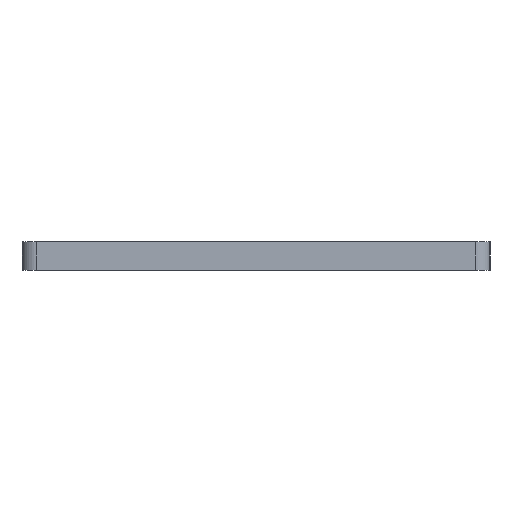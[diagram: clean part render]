
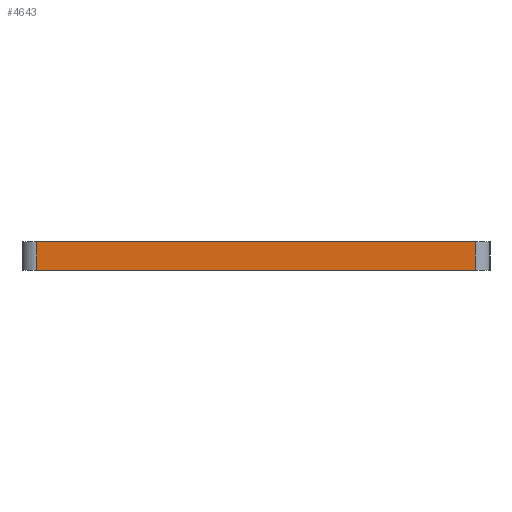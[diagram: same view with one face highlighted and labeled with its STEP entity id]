
A CAD part, left-side view. The second image highlights one B-rep face of the part: STEP entity #4643.
In plain terms, the highlighted planar face has unit normal (-1, 0, 0).
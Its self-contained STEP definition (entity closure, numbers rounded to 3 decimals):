
#73 = PLANE('',#74);
#74 = AXIS2_PLACEMENT_3D('',#75,#76,#77);
#75 = CARTESIAN_POINT('',(209.55,20.32,-2.5));
#76 = DIRECTION('',(0.,0.,1.));
#77 = DIRECTION('',(1.,0.,-0.));
#132 = PLANE('',#133);
#133 = AXIS2_PLACEMENT_3D('',#134,#135,#136);
#134 = CARTESIAN_POINT('',(209.55,20.32,0.));
#135 = DIRECTION('',(0.,0.,1.));
#136 = DIRECTION('',(1.,0.,-0.));
#169 = CYLINDRICAL_SURFACE('',#170,1.27);
#170 = AXIS2_PLACEMENT_3D('',#171,#172,#173);
#171 = CARTESIAN_POINT('',(1.27,39.37,0.));
#172 = DIRECTION('',(-0.,0.,1.));
#173 = DIRECTION('',(1.,0.,-0.));
#306 = VERTEX_POINT('',#307);
#307 = CARTESIAN_POINT('',(0.,39.37,0.));
#333 = EDGE_CURVE('',#334,#306,#336,.T.);
#334 = VERTEX_POINT('',#335);
#335 = CARTESIAN_POINT('',(0.,1.27,0.));
#336 = SURFACE_CURVE('',#337,(#341,#348),.PCURVE_S1.);
#337 = LINE('',#338,#339);
#338 = CARTESIAN_POINT('',(0.,1.27,0.));
#339 = VECTOR('',#340,1.);
#340 = DIRECTION('',(0.,1.,0.));
#341 = PCURVE('',#132,#342);
#342 = DEFINITIONAL_REPRESENTATION('',(#343),#347);
#343 = LINE('',#344,#345);
#344 = CARTESIAN_POINT('',(-209.55,-19.05));
#345 = VECTOR('',#346,1.);
#346 = DIRECTION('',(0.,1.));
#347 = ( GEOMETRIC_REPRESENTATION_CONTEXT(2) 
PARAMETRIC_REPRESENTATION_CONTEXT() REPRESENTATION_CONTEXT('2D SPACE',''
  ) );
#348 = PCURVE('',#349,#354);
#349 = PLANE('',#350);
#350 = AXIS2_PLACEMENT_3D('',#351,#352,#353);
#351 = CARTESIAN_POINT('',(0.,1.27,0.));
#352 = DIRECTION('',(1.,-0.,0.));
#353 = DIRECTION('',(0.,1.,0.));
#354 = DEFINITIONAL_REPRESENTATION('',(#355),#359);
#355 = LINE('',#356,#357);
#356 = CARTESIAN_POINT('',(0.,0.));
#357 = VECTOR('',#358,1.);
#358 = DIRECTION('',(1.,0.));
#359 = ( GEOMETRIC_REPRESENTATION_CONTEXT(2) 
PARAMETRIC_REPRESENTATION_CONTEXT() REPRESENTATION_CONTEXT('2D SPACE',''
  ) );
#382 = CYLINDRICAL_SURFACE('',#383,1.27);
#383 = AXIS2_PLACEMENT_3D('',#384,#385,#386);
#384 = CARTESIAN_POINT('',(1.27,1.27,0.));
#385 = DIRECTION('',(-0.,0.,1.));
#386 = DIRECTION('',(1.,0.,-0.));
#2619 = VERTEX_POINT('',#2620);
#2620 = CARTESIAN_POINT('',(0.,39.37,-2.5));
#2646 = EDGE_CURVE('',#2647,#2619,#2649,.T.);
#2647 = VERTEX_POINT('',#2648);
#2648 = CARTESIAN_POINT('',(0.,1.27,-2.5));
#2649 = SURFACE_CURVE('',#2650,(#2654,#2661),.PCURVE_S1.);
#2650 = LINE('',#2651,#2652);
#2651 = CARTESIAN_POINT('',(0.,1.27,-2.5));
#2652 = VECTOR('',#2653,1.);
#2653 = DIRECTION('',(0.,1.,0.));
#2654 = PCURVE('',#73,#2655);
#2655 = DEFINITIONAL_REPRESENTATION('',(#2656),#2660);
#2656 = LINE('',#2657,#2658);
#2657 = CARTESIAN_POINT('',(-209.55,-19.05));
#2658 = VECTOR('',#2659,1.);
#2659 = DIRECTION('',(0.,1.));
#2660 = ( GEOMETRIC_REPRESENTATION_CONTEXT(2) 
PARAMETRIC_REPRESENTATION_CONTEXT() REPRESENTATION_CONTEXT('2D SPACE',''
  ) );
#2661 = PCURVE('',#349,#2662);
#2662 = DEFINITIONAL_REPRESENTATION('',(#2663),#2667);
#2663 = LINE('',#2664,#2665);
#2664 = CARTESIAN_POINT('',(0.,-2.5));
#2665 = VECTOR('',#2666,1.);
#2666 = DIRECTION('',(1.,0.));
#2667 = ( GEOMETRIC_REPRESENTATION_CONTEXT(2) 
PARAMETRIC_REPRESENTATION_CONTEXT() REPRESENTATION_CONTEXT('2D SPACE',''
  ) );
#4593 = EDGE_CURVE('',#306,#2619,#4594,.T.);
#4594 = SURFACE_CURVE('',#4595,(#4599,#4606),.PCURVE_S1.);
#4595 = LINE('',#4596,#4597);
#4596 = CARTESIAN_POINT('',(0.,39.37,0.));
#4597 = VECTOR('',#4598,1.);
#4598 = DIRECTION('',(0.,0.,-1.));
#4599 = PCURVE('',#169,#4600);
#4600 = DEFINITIONAL_REPRESENTATION('',(#4601),#4605);
#4601 = LINE('',#4602,#4603);
#4602 = CARTESIAN_POINT('',(-3.142,0.));
#4603 = VECTOR('',#4604,1.);
#4604 = DIRECTION('',(-0.,-1.));
#4605 = ( GEOMETRIC_REPRESENTATION_CONTEXT(2) 
PARAMETRIC_REPRESENTATION_CONTEXT() REPRESENTATION_CONTEXT('2D SPACE',''
  ) );
#4606 = PCURVE('',#349,#4607);
#4607 = DEFINITIONAL_REPRESENTATION('',(#4608),#4612);
#4608 = LINE('',#4609,#4610);
#4609 = CARTESIAN_POINT('',(38.1,0.));
#4610 = VECTOR('',#4611,1.);
#4611 = DIRECTION('',(0.,-1.));
#4612 = ( GEOMETRIC_REPRESENTATION_CONTEXT(2) 
PARAMETRIC_REPRESENTATION_CONTEXT() REPRESENTATION_CONTEXT('2D SPACE',''
  ) );
#4643 = ADVANCED_FACE('',(#4644),#349,.F.);
#4644 = FACE_BOUND('',#4645,.F.);
#4645 = EDGE_LOOP('',(#4646,#4667,#4668,#4669));
#4646 = ORIENTED_EDGE('',*,*,#4647,.T.);
#4647 = EDGE_CURVE('',#334,#2647,#4648,.T.);
#4648 = SURFACE_CURVE('',#4649,(#4653,#4660),.PCURVE_S1.);
#4649 = LINE('',#4650,#4651);
#4650 = CARTESIAN_POINT('',(0.,1.27,0.));
#4651 = VECTOR('',#4652,1.);
#4652 = DIRECTION('',(0.,0.,-1.));
#4653 = PCURVE('',#349,#4654);
#4654 = DEFINITIONAL_REPRESENTATION('',(#4655),#4659);
#4655 = LINE('',#4656,#4657);
#4656 = CARTESIAN_POINT('',(0.,0.));
#4657 = VECTOR('',#4658,1.);
#4658 = DIRECTION('',(0.,-1.));
#4659 = ( GEOMETRIC_REPRESENTATION_CONTEXT(2) 
PARAMETRIC_REPRESENTATION_CONTEXT() REPRESENTATION_CONTEXT('2D SPACE',''
  ) );
#4660 = PCURVE('',#382,#4661);
#4661 = DEFINITIONAL_REPRESENTATION('',(#4662),#4666);
#4662 = LINE('',#4663,#4664);
#4663 = CARTESIAN_POINT('',(-3.142,0.));
#4664 = VECTOR('',#4665,1.);
#4665 = DIRECTION('',(-0.,-1.));
#4666 = ( GEOMETRIC_REPRESENTATION_CONTEXT(2) 
PARAMETRIC_REPRESENTATION_CONTEXT() REPRESENTATION_CONTEXT('2D SPACE',''
  ) );
#4667 = ORIENTED_EDGE('',*,*,#2646,.T.);
#4668 = ORIENTED_EDGE('',*,*,#4593,.F.);
#4669 = ORIENTED_EDGE('',*,*,#333,.F.);
